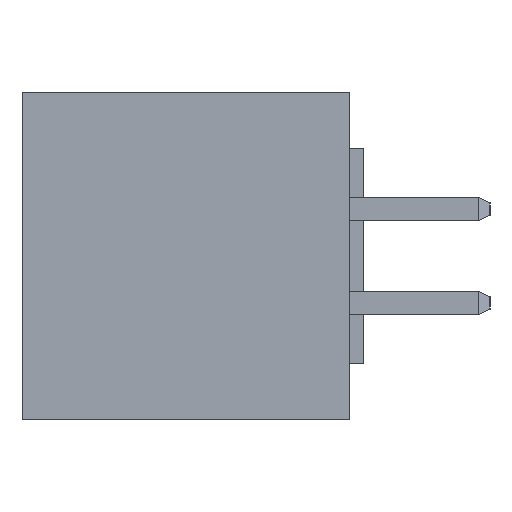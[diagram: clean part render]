
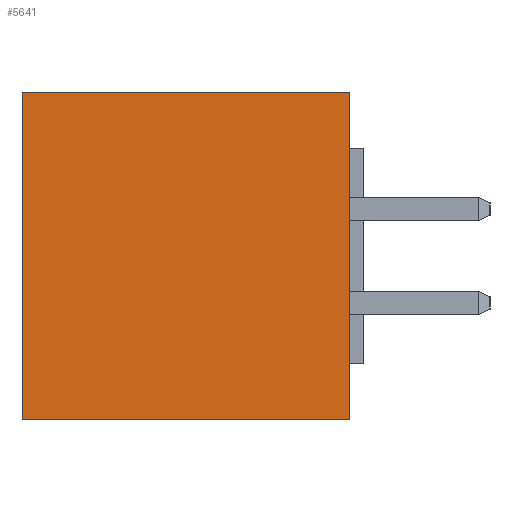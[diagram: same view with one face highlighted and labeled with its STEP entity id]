
A CAD part, left-side view. The second image highlights one B-rep face of the part: STEP entity #5641.
In plain terms, the highlighted planar face has unit normal (-1, 0, 0).
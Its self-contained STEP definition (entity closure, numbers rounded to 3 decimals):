
#1=DIRECTION('',(0.,-1.,0.));
#2=VECTOR('',#1,8.89);
#3=CARTESIAN_POINT('',(-16.51,8.89,-4.445));
#4=LINE('',#3,#2);
#17=DIRECTION('',(0.,0.,1.));
#18=VECTOR('',#17,8.89);
#19=CARTESIAN_POINT('',(-16.51,8.89,-4.445));
#20=LINE('',#19,#18);
#82=DIRECTION('',(0.,-1.,0.));
#83=VECTOR('',#82,8.89);
#84=CARTESIAN_POINT('',(-16.51,8.89,4.445));
#85=LINE('',#84,#83);
#746=DIRECTION('',(0.,0.,1.));
#747=VECTOR('',#746,8.89);
#748=CARTESIAN_POINT('',(-16.51,0.,-4.445));
#749=LINE('',#748,#747);
#4315=CARTESIAN_POINT('',(-16.51,8.89,-4.445));
#4316=CARTESIAN_POINT('',(-16.51,0.,-4.445));
#4317=VERTEX_POINT('',#4315);
#4318=VERTEX_POINT('',#4316);
#4323=CARTESIAN_POINT('',(-16.51,8.89,4.445));
#4324=CARTESIAN_POINT('',(-16.51,0.,4.445));
#4325=VERTEX_POINT('',#4323);
#4326=VERTEX_POINT('',#4324);
#5627=CARTESIAN_POINT('',(-16.51,8.89,-4.445));
#5628=DIRECTION('',(-1.,0.,0.));
#5629=DIRECTION('',(0.,-1.,0.));
#5630=AXIS2_PLACEMENT_3D('',#5627,#5628,#5629);
#5631=PLANE('',#5630);
#5632=ORIENTED_EDGE('',*,*,#5616,.F.);
#5634=ORIENTED_EDGE('',*,*,#5633,.T.);
#5636=ORIENTED_EDGE('',*,*,#5635,.T.);
#5638=ORIENTED_EDGE('',*,*,#5637,.F.);
#5639=EDGE_LOOP('',(#5632,#5634,#5636,#5638));
#5640=FACE_OUTER_BOUND('',#5639,.F.);
#5641=ADVANCED_FACE('',(#5640),#5631,.T.);
#5616=EDGE_CURVE('',#4317,#4318,#4,.T.);
#5633=EDGE_CURVE('',#4317,#4325,#20,.T.);
#5635=EDGE_CURVE('',#4325,#4326,#85,.T.);
#5637=EDGE_CURVE('',#4318,#4326,#749,.T.);
